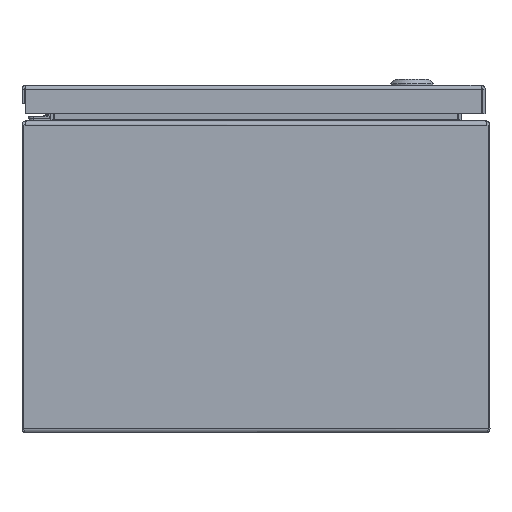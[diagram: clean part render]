
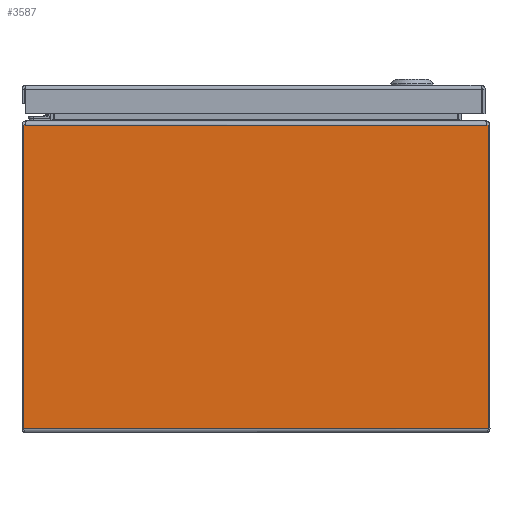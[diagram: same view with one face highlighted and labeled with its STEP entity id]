
A CAD part, front view. The second image highlights one B-rep face of the part: STEP entity #3587.
In plain terms, the highlighted planar face has unit normal (0, -1, 0).
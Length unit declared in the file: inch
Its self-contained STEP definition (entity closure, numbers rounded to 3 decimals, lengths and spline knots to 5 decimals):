
#3287=CARTESIAN_POINT('',(11.91495,0.,7.89475));
#3288=VERTEX_POINT('',#3287);
#3320=CARTESIAN_POINT('',(0.08505,0.,7.89475));
#3321=VERTEX_POINT('',#3320);
#3335=CARTESIAN_POINT('',(11.91495,0.,7.89475));
#3336=DIRECTION('',(-1.0,0.0,0.0));
#3337=VECTOR('',#3336,11.8299);
#3338=LINE('',#3335,#3337);
#3339=EDGE_CURVE('',#3288,#3321,#3338,.T.);
#3507=CARTESIAN_POINT('',(0.037,0.,7.89475));
#3508=VERTEX_POINT('',#3507);
#3515=CARTESIAN_POINT('',(0.08505,0.,7.89475));
#3516=DIRECTION('',(-1.0,0.0,0.0));
#3517=VECTOR('',#3516,0.04805);
#3518=LINE('',#3515,#3517);
#3519=EDGE_CURVE('',#3321,#3508,#3518,.T.);
#3530=CARTESIAN_POINT('',(11.963,0.,7.89475));
#3531=VERTEX_POINT('',#3530);
#3532=CARTESIAN_POINT('',(11.963,0.,7.89475));
#3533=DIRECTION('',(-1.0,0.0,0.0));
#3534=VECTOR('',#3533,0.04805);
#3535=LINE('',#3532,#3534);
#3536=EDGE_CURVE('',#3531,#3288,#3535,.T.);
#3555=CARTESIAN_POINT('',(6.0,0.,4.02986));
#3556=DIRECTION('',(0.0,1.0,0.0));
#3557=DIRECTION('',(1.0,0.0,0.0));
#3558=AXIS2_PLACEMENT_3D('',#3555,#3556,#3557);
#3559=PLANE('',#3558);
#3560=ORIENTED_EDGE('',*,*,#3536,.T.);
#3561=ORIENTED_EDGE('',*,*,#3339,.T.);
#3562=ORIENTED_EDGE('',*,*,#3519,.T.);
#3563=CARTESIAN_POINT('',(0.037,0.,0.10525));
#3564=VERTEX_POINT('',#3563);
#3565=CARTESIAN_POINT('',(0.037,0.,0.10525));
#3566=DIRECTION('',(0.0,0.0,1.0));
#3567=VECTOR('',#3566,7.7895);
#3568=LINE('',#3565,#3567);
#3569=EDGE_CURVE('',#3564,#3508,#3568,.T.);
#3570=ORIENTED_EDGE('',*,*,#3569,.F.);
#3571=CARTESIAN_POINT('',(11.963,0.,0.10525));
#3572=VERTEX_POINT('',#3571);
#3573=CARTESIAN_POINT('',(0.037,0.,0.10525));
#3574=DIRECTION('',(1.0,0.0,0.0));
#3575=VECTOR('',#3574,11.926);
#3576=LINE('',#3573,#3575);
#3577=EDGE_CURVE('',#3564,#3572,#3576,.T.);
#3578=ORIENTED_EDGE('',*,*,#3577,.T.);
#3579=CARTESIAN_POINT('',(11.963,0.,7.89475));
#3580=DIRECTION('',(0.0,0.0,-1.0));
#3581=VECTOR('',#3580,7.7895);
#3582=LINE('',#3579,#3581);
#3583=EDGE_CURVE('',#3531,#3572,#3582,.T.);
#3584=ORIENTED_EDGE('',*,*,#3583,.F.);
#3585=EDGE_LOOP('',(#3560,#3561,#3562,#3570,#3578,#3584));
#3586=FACE_OUTER_BOUND('',#3585,.T.);
#3587=ADVANCED_FACE('',(#3586),#3559,.F.);
